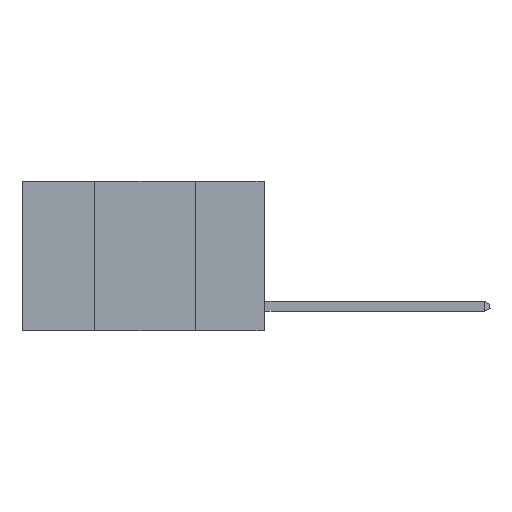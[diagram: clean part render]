
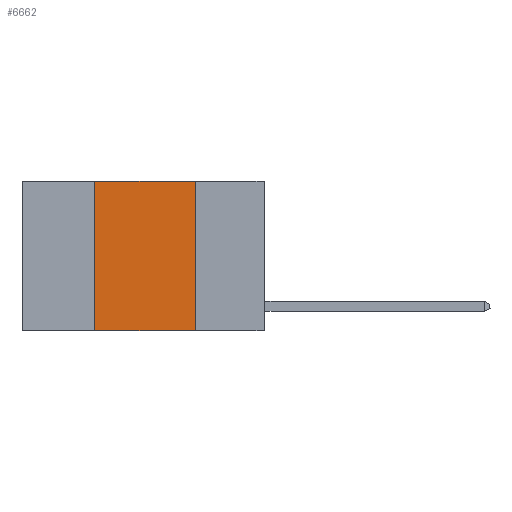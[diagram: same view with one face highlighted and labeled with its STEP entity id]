
A CAD part, left-side view. The second image highlights one B-rep face of the part: STEP entity #6662.
In plain terms, the highlighted planar face has unit normal (-1, 0, 0).
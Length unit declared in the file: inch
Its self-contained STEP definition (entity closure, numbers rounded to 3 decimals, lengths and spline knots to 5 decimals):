
#1199 = FACE_OUTER_BOUND ( 'NONE', #17228, .T. ) ;
#2405 = DIRECTION ( 'NONE',  ( 0., 0., -1. ) ) ;
#2733 = VECTOR ( 'NONE', #9361, 39.37008 ) ;
#2845 = EDGE_CURVE ( 'NONE', #10495, #14922, #17904, .T. ) ;
#2876 = ORIENTED_EDGE ( 'NONE', *, *, #2845, .T. ) ;
#3225 = DIRECTION ( 'NONE',  ( 0., -1., 0. ) ) ;
#3343 = DIRECTION ( 'NONE',  ( 1., 0., 0. ) ) ;
#4150 = CARTESIAN_POINT ( 'NONE',  ( 0., 0.42, 0. ) ) ;
#4449 = EDGE_CURVE ( 'NONE', #10495, #7037, #7362, .T. ) ;
#5640 = AXIS2_PLACEMENT_3D ( 'NONE', #6097, #3343, #11189 ) ;
#6097 = CARTESIAN_POINT ( 'NONE',  ( 0., 0.6, 0. ) ) ;
#6662 = ADVANCED_FACE ( 'NONE', ( #1199 ), #15903, .F. ) ;
#7037 = VERTEX_POINT ( 'NONE', #4150 ) ;
#7362 = LINE ( 'NONE', #7677, #2733 ) ;
#7677 = CARTESIAN_POINT ( 'NONE',  ( 0., 0.42, 0. ) ) ;
#7776 = CARTESIAN_POINT ( 'NONE',  ( 0., 0.17, -0.37 ) ) ;
#7813 = CARTESIAN_POINT ( 'NONE',  ( 0., 0.17, 0. ) ) ;
#8142 = VERTEX_POINT ( 'NONE', #7813 ) ;
#9361 = DIRECTION ( 'NONE',  ( 0., 0., 1. ) ) ;
#10233 = EDGE_CURVE ( 'NONE', #7037, #8142, #16402, .T. ) ;
#10495 = VERTEX_POINT ( 'NONE', #16517 ) ;
#10595 = DIRECTION ( 'NONE',  ( 0., -1., 0. ) ) ;
#10894 = VECTOR ( 'NONE', #2405, 39.37008 ) ;
#11133 = LINE ( 'NONE', #12039, #10894 ) ;
#11189 = DIRECTION ( 'NONE',  ( 0., 0., -1. ) ) ;
#12039 = CARTESIAN_POINT ( 'NONE',  ( 0., 0.17, 0. ) ) ;
#12140 = CARTESIAN_POINT ( 'NONE',  ( 0., 0.6, 0. ) ) ;
#12604 = CARTESIAN_POINT ( 'NONE',  ( 0., 0.6, -0.37 ) ) ;
#12617 = VECTOR ( 'NONE', #3225, 39.37008 ) ;
#13848 = ORIENTED_EDGE ( 'NONE', *, *, #19236, .F. ) ;
#14412 = ORIENTED_EDGE ( 'NONE', *, *, #10233, .F. ) ;
#14922 = VERTEX_POINT ( 'NONE', #7776 ) ;
#15903 = PLANE ( 'NONE',  #5640 ) ;
#16402 = LINE ( 'NONE', #12140, #18112 ) ;
#16517 = CARTESIAN_POINT ( 'NONE',  ( 0., 0.42, -0.37 ) ) ;
#17228 = EDGE_LOOP ( 'NONE', ( #13848, #14412, #19324, #2876 ) ) ;
#17904 = LINE ( 'NONE', #12604, #12617 ) ;
#18112 = VECTOR ( 'NONE', #10595, 39.37008 ) ;
#19236 = EDGE_CURVE ( 'NONE', #8142, #14922, #11133, .T. ) ;
#19324 = ORIENTED_EDGE ( 'NONE', *, *, #4449, .F. ) ;
